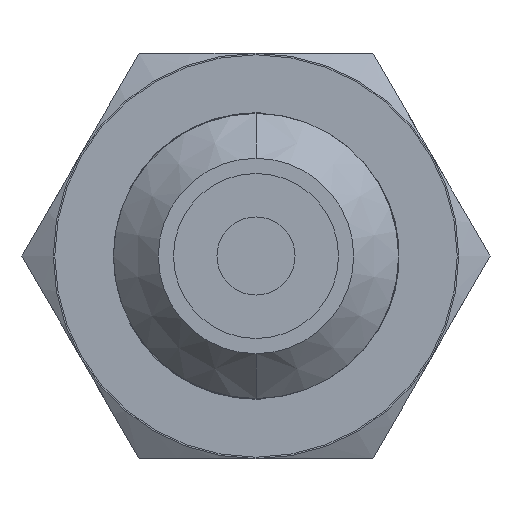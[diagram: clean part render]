
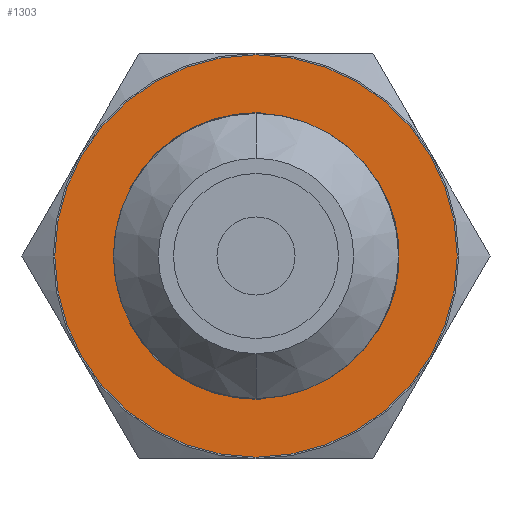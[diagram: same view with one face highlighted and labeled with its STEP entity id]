
A CAD part, front view. The second image highlights one B-rep face of the part: STEP entity #1303.
In plain terms, the highlighted planar face has unit normal (0, -1, 0).
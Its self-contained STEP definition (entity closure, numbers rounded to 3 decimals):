
#33 = CIRCLE ( 'NONE', #34, 4.925 ) ;
#34 = AXIS2_PLACEMENT_3D ( 'NONE', #35, #134, #112 ) ;
#35 = CARTESIAN_POINT ( 'NONE',  ( 0., 5.5, 0. ) ) ;
#112 = DIRECTION ( 'NONE',  ( 0., 0., -1. ) ) ;
#134 = DIRECTION ( 'NONE',  ( 0., 1., 0. ) ) ;
#433 = CARTESIAN_POINT ( 'NONE',  ( -4.35, 5.5, 2.309 ) ) ;
#434 = CARTESIAN_POINT ( 'NONE',  ( -4.35, 5.5, -2.309 ) ) ;
#567 = VERTEX_POINT ( 'NONE', #1734 ) ;
#599 = EDGE_CURVE ( 'NONE', #567, #600, #1991, .T. ) ;
#600 = VERTEX_POINT ( 'NONE', #1986 ) ;
#617 = VERTEX_POINT ( 'NONE', #1896 ) ;
#619 = EDGE_CURVE ( 'NONE', #620, #617, #1917, .T. ) ;
#620 = VERTEX_POINT ( 'NONE', #1912 ) ;
#675 = VERTEX_POINT ( 'NONE', #2125 ) ;
#677 = EDGE_CURVE ( 'NONE', #675, #678, #2120, .T. ) ;
#678 = VERTEX_POINT ( 'NONE', #2122 ) ;
#799 = VERTEX_POINT ( 'NONE', #2274 ) ;
#848 = EDGE_CURVE ( 'NONE', #869, #932, #2234, .T. ) ;
#852 = EDGE_CURVE ( 'NONE', #799, #873, #2493, .T. ) ;
#869 = VERTEX_POINT ( 'NONE', #2501 ) ;
#873 = VERTEX_POINT ( 'NONE', #2498 ) ;
#932 = VERTEX_POINT ( 'NONE', #3713 ) ;
#1223 = EDGE_CURVE ( 'NONE', #869, #1224, #3306, .T. ) ;
#1224 = VERTEX_POINT ( 'NONE', #3270 ) ;
#1228 = EDGE_CURVE ( 'NONE', #799, #1230, #3314, .T. ) ;
#1230 = VERTEX_POINT ( 'NONE', #3275 ) ;
#1249 = EDGE_CURVE ( 'NONE', #1658, #567, #3349, .T. ) ;
#1264 = EDGE_CURVE ( 'NONE', #678, #1659, #3358, .T. ) ;
#1267 = ORIENTED_EDGE ( 'NONE', *, *, #1319, .F. ) ;
#1268 = ORIENTED_EDGE ( 'NONE', *, *, #1264, .F. ) ;
#1269 = ORIENTED_EDGE ( 'NONE', *, *, #848, .T. ) ;
#1276 = ORIENTED_EDGE ( 'NONE', *, *, #1228, .F. ) ;
#1277 = ORIENTED_EDGE ( 'NONE', *, *, #852, .T. ) ;
#1278 = ORIENTED_EDGE ( 'NONE', *, *, #599, .F. ) ;
#1287 = VERTEX_POINT ( 'NONE', #3386 ) ;
#1288 = EDGE_CURVE ( 'NONE', #600, #1313, #3376, .T. ) ;
#1289 = ORIENTED_EDGE ( 'NONE', *, *, #1223, .F. ) ;
#1290 = ORIENTED_EDGE ( 'NONE', *, *, #1660, .T. ) ;
#1291 = EDGE_LOOP ( 'NONE', ( #1324, #1304 ) ) ;
#1293 = EDGE_CURVE ( 'NONE', #617, #620, #3406, .T. ) ;
#1296 = EDGE_CURVE ( 'NONE', #1224, #675, #3409, .T. ) ;
#1301 = ORIENTED_EDGE ( 'NONE', *, *, #1288, .F. ) ;
#1303 = ADVANCED_FACE ( 'NONE', ( #3400, #3399 ), #3375, .T. ) ;
#1304 = ORIENTED_EDGE ( 'NONE', *, *, #1293, .T. ) ;
#1313 = VERTEX_POINT ( 'NONE', #3441 ) ;
#1315 = ORIENTED_EDGE ( 'NONE', *, *, #1249, .F. ) ;
#1319 = EDGE_CURVE ( 'NONE', #1230, #1287, #3442, .T. ) ;
#1320 = EDGE_LOOP ( 'NONE', ( #1315, #1290, #1268, #1323, #1330, #1289, #1269, #1326, #1267, #1276, #1277, #1328, #1301, #1278 ) ) ;
#1323 = ORIENTED_EDGE ( 'NONE', *, *, #677, .F. ) ;
#1324 = ORIENTED_EDGE ( 'NONE', *, *, #619, .T. ) ;
#1326 = ORIENTED_EDGE ( 'NONE', *, *, #1327, .F. ) ;
#1327 = EDGE_CURVE ( 'NONE', #1287, #932, #3447, .T. ) ;
#1328 = ORIENTED_EDGE ( 'NONE', *, *, #1329, .F. ) ;
#1329 = EDGE_CURVE ( 'NONE', #1313, #873, #3451, .T. ) ;
#1330 = ORIENTED_EDGE ( 'NONE', *, *, #1296, .F. ) ;
#1658 = VERTEX_POINT ( 'NONE', #434 ) ;
#1659 = VERTEX_POINT ( 'NONE', #433 ) ;
#1660 = EDGE_CURVE ( 'NONE', #1658, #1659, #33, .T. ) ;
#1734 = CARTESIAN_POINT ( 'NONE',  ( -4.35, 5.5, -2.362 ) ) ;
#1896 = CARTESIAN_POINT ( 'NONE',  ( 0., 5.5, 6.95 ) ) ;
#1912 = CARTESIAN_POINT ( 'NONE',  ( 0., 5.5, -6.95 ) ) ;
#1913 = DIRECTION ( 'NONE',  ( 0., 0., -1. ) ) ;
#1914 = DIRECTION ( 'NONE',  ( 0., -1., 0. ) ) ;
#1915 = CARTESIAN_POINT ( 'NONE',  ( 0., 5.5, 0. ) ) ;
#1916 = AXIS2_PLACEMENT_3D ( 'NONE', #1915, #1914, #1913 ) ;
#1917 = CIRCLE ( 'NONE', #1916, 6.95 ) ;
#1986 = CARTESIAN_POINT ( 'NONE',  ( 0., 5.5, -4.95 ) ) ;
#1987 = DIRECTION ( 'NONE',  ( 0., 0., -1. ) ) ;
#1988 = DIRECTION ( 'NONE',  ( 0., -1., 0. ) ) ;
#1989 = CARTESIAN_POINT ( 'NONE',  ( 0., 5.5, 0. ) ) ;
#1990 = AXIS2_PLACEMENT_3D ( 'NONE', #1989, #1988, #1987 ) ;
#1991 = CIRCLE ( 'NONE', #1990, 4.95 ) ;
#2077 = DIRECTION ( 'NONE',  ( 0., -1., 0. ) ) ;
#2078 = CARTESIAN_POINT ( 'NONE',  ( 0., 5.5, 0. ) ) ;
#2079 = AXIS2_PLACEMENT_3D ( 'NONE', #2078, #2077, #2096 ) ;
#2096 = DIRECTION ( 'NONE',  ( 0., 0., -1. ) ) ;
#2120 = CIRCLE ( 'NONE', #2079, 4.95 ) ;
#2122 = CARTESIAN_POINT ( 'NONE',  ( -4.35, 5.5, 2.362 ) ) ;
#2125 = CARTESIAN_POINT ( 'NONE',  ( 0., 5.5, 4.95 ) ) ;
#2146 = DIRECTION ( 'NONE',  ( 0., 0., -1. ) ) ;
#2234 = CIRCLE ( 'NONE', #2337, 4.925 ) ;
#2274 = CARTESIAN_POINT ( 'NONE',  ( 4.175, 5.5, -2.613 ) ) ;
#2331 = DIRECTION ( 'NONE',  ( 0., 1., 0. ) ) ;
#2332 = CARTESIAN_POINT ( 'NONE',  ( 0., 5.5, 0. ) ) ;
#2337 = AXIS2_PLACEMENT_3D ( 'NONE', #2332, #2331, #2146 ) ;
#2489 = CARTESIAN_POINT ( 'NONE',  ( 0., 5.5, 0. ) ) ;
#2490 = DIRECTION ( 'NONE',  ( 0., 0., -1. ) ) ;
#2491 = DIRECTION ( 'NONE',  ( 0., 1., 0. ) ) ;
#2492 = AXIS2_PLACEMENT_3D ( 'NONE', #2489, #2491, #2490 ) ;
#2493 = CIRCLE ( 'NONE', #2492, 4.925 ) ;
#2498 = CARTESIAN_POINT ( 'NONE',  ( 0.175, 5.5, -4.922 ) ) ;
#2501 = CARTESIAN_POINT ( 'NONE',  ( 0.175, 5.5, 4.922 ) ) ;
#3270 = CARTESIAN_POINT ( 'NONE',  ( 0.129, 5.5, 4.948 ) ) ;
#3275 = CARTESIAN_POINT ( 'NONE',  ( 4.221, 5.5, -2.586 ) ) ;
#3276 = DIRECTION ( 'NONE',  ( 0.866, 0., 0.5 ) ) ;
#3277 = VECTOR ( 'NONE', #3276, 1000. ) ;
#3305 = CARTESIAN_POINT ( 'NONE',  ( 0.129, 5.5, 4.948 ) ) ;
#3306 = LINE ( 'NONE', #3305, #3311 ) ;
#3310 = DIRECTION ( 'NONE',  ( -0.866, 0., 0.5 ) ) ;
#3311 = VECTOR ( 'NONE', #3310, 1000. ) ;
#3313 = CARTESIAN_POINT ( 'NONE',  ( 4.221, 5.5, -2.586 ) ) ;
#3314 = LINE ( 'NONE', #3313, #3277 ) ;
#3324 = CARTESIAN_POINT ( 'NONE',  ( -4.35, 5.5, -2.362 ) ) ;
#3345 = DIRECTION ( 'NONE',  ( 0., 0., -1. ) ) ;
#3349 = LINE ( 'NONE', #3324, #3351 ) ;
#3351 = VECTOR ( 'NONE', #3345, 1000. ) ;
#3355 = DIRECTION ( 'NONE',  ( 0., 0., -1. ) ) ;
#3356 = VECTOR ( 'NONE', #3355, 1000. ) ;
#3357 = CARTESIAN_POINT ( 'NONE',  ( -4.35, 5.5, -2.362 ) ) ;
#3358 = LINE ( 'NONE', #3357, #3356 ) ;
#3368 = DIRECTION ( 'NONE',  ( 0., -1., 0. ) ) ;
#3369 = AXIS2_PLACEMENT_3D ( 'NONE', #3374, #3368, #3419 ) ;
#3370 = DIRECTION ( 'NONE',  ( 0., 0., -1. ) ) ;
#3371 = DIRECTION ( 'NONE',  ( 0., -1., 0. ) ) ;
#3372 = CARTESIAN_POINT ( 'NONE',  ( 0., 5.5, 0. ) ) ;
#3373 = AXIS2_PLACEMENT_3D ( 'NONE', #3372, #3371, #3370 ) ;
#3374 = CARTESIAN_POINT ( 'NONE',  ( 4.95, 5.5, 0. ) ) ;
#3375 = PLANE ( 'NONE',  #3369 ) ;
#3376 = CIRCLE ( 'NONE', #3373, 4.95 ) ;
#3386 = CARTESIAN_POINT ( 'NONE',  ( 4.221, 5.5, 2.586 ) ) ;
#3399 = FACE_BOUND ( 'NONE', #1320, .T. ) ;
#3400 = FACE_OUTER_BOUND ( 'NONE', #1291, .T. ) ;
#3402 = DIRECTION ( 'NONE',  ( 0., 0., -1. ) ) ;
#3403 = DIRECTION ( 'NONE',  ( 0., -1., 0. ) ) ;
#3404 = CARTESIAN_POINT ( 'NONE',  ( 0., 5.5, 0. ) ) ;
#3406 = CIRCLE ( 'NONE', #3416, 6.95 ) ;
#3408 = AXIS2_PLACEMENT_3D ( 'NONE', #3404, #3403, #3402 ) ;
#3409 = CIRCLE ( 'NONE', #3408, 4.95 ) ;
#3413 = DIRECTION ( 'NONE',  ( 0., 0., -1. ) ) ;
#3416 = AXIS2_PLACEMENT_3D ( 'NONE', #3417, #3418, #3413 ) ;
#3417 = CARTESIAN_POINT ( 'NONE',  ( 0., 5.5, 0. ) ) ;
#3418 = DIRECTION ( 'NONE',  ( 0., -1., 0. ) ) ;
#3419 = DIRECTION ( 'NONE',  ( 0., 0., -1. ) ) ;
#3437 = DIRECTION ( 'NONE',  ( 0., 0., -1. ) ) ;
#3438 = DIRECTION ( 'NONE',  ( 0., -1., 0. ) ) ;
#3439 = CARTESIAN_POINT ( 'NONE',  ( 0., 5.5, 0. ) ) ;
#3440 = AXIS2_PLACEMENT_3D ( 'NONE', #3439, #3438, #3437 ) ;
#3441 = CARTESIAN_POINT ( 'NONE',  ( 0.129, 5.5, -4.948 ) ) ;
#3442 = CIRCLE ( 'NONE', #3440, 4.95 ) ;
#3445 = VECTOR ( 'NONE', #3450, 1000. ) ;
#3446 = CARTESIAN_POINT ( 'NONE',  ( 4.221, 5.5, -2.586 ) ) ;
#3447 = LINE ( 'NONE', #3456, #3455 ) ;
#3450 = DIRECTION ( 'NONE',  ( 0.866, 0., 0.5 ) ) ;
#3451 = LINE ( 'NONE', #3446, #3445 ) ;
#3452 = DIRECTION ( 'NONE',  ( -0.866, 0., 0.5 ) ) ;
#3455 = VECTOR ( 'NONE', #3452, 1000. ) ;
#3456 = CARTESIAN_POINT ( 'NONE',  ( 0.129, 5.5, 4.948 ) ) ;
#3713 = CARTESIAN_POINT ( 'NONE',  ( 4.175, 5.5, 2.613 ) ) ;
